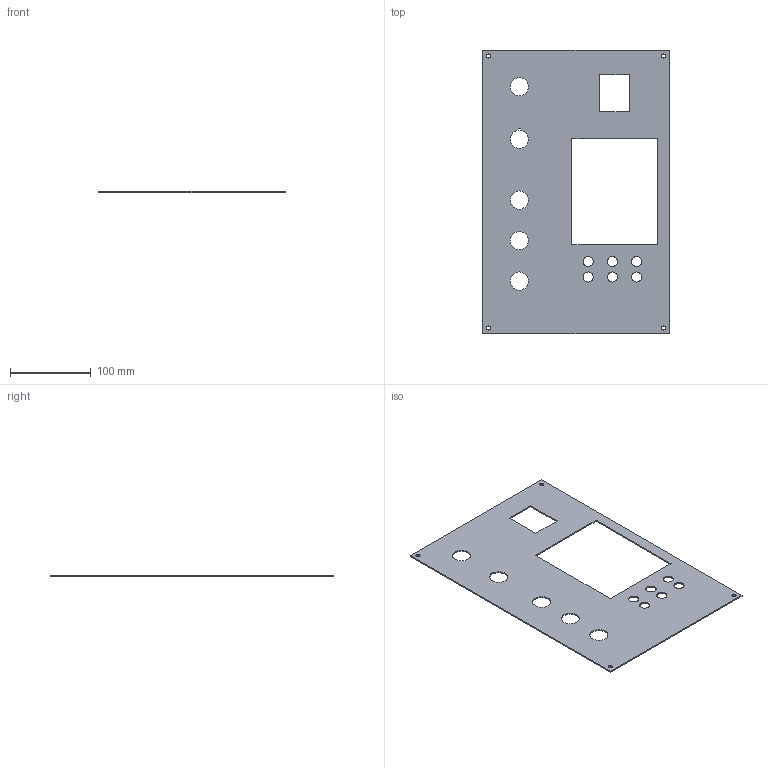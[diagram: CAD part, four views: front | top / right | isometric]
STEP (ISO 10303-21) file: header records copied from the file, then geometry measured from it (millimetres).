
FILE_DESCRIPTION (( 'STEP AP203' ), '1' );
FILE_NAME ('tole mesures_Défaut_sldprt.STEP', '2019-10-30T08:17:22', ( '' ), ( '' ), 'SwSTEP 2.0', 'SolidWorks 2017', '' );
FILE_SCHEMA (( 'CONFIG_CONTROL_DESIGN' ));
Length unit declared in the file: millimetre
Products named in the file (1): tole mesures_Défaut_sldprt
Bounding box: 230 x 350 x 1.5 mm (x, y, z)
Volume: 93155.6 mm3; surface area: 127890.9 mm2
Topology: 1 solids, 1 shells, 48 faces, 138 edges, 92 vertices
Faces by surface type: cylinder 31, plane 17
Entity records: 1749 total; most frequent: DIRECTION 298, CARTESIAN_POINT 279, ORIENTED_EDGE 276, EDGE_CURVE 138, AXIS2_PLACEMENT_3D 111, VERTEX_POINT 92, EDGE_LOOP 82, VECTOR 76
